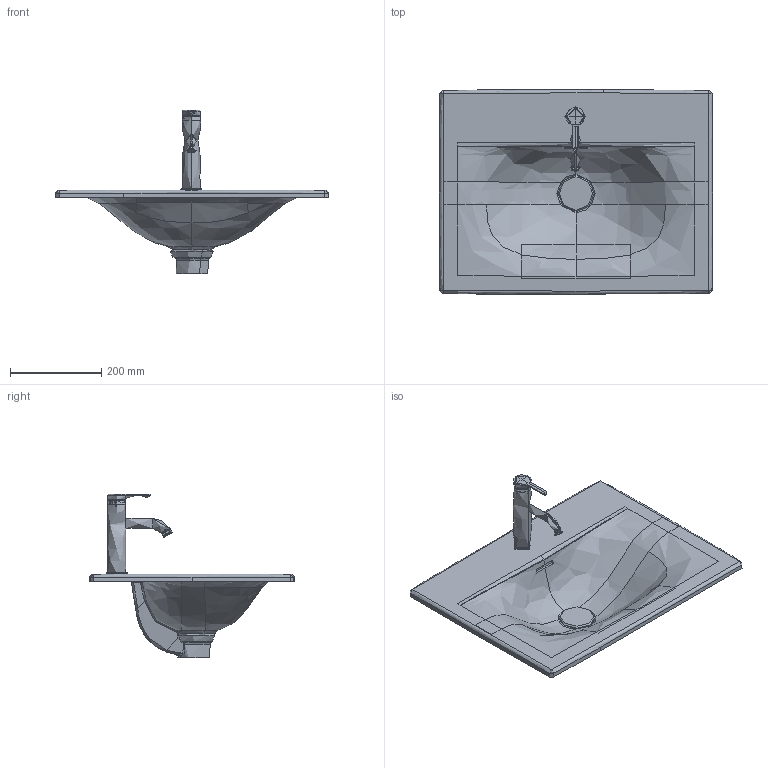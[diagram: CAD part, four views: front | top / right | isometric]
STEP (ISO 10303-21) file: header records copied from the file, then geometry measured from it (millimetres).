
FILE_DESCRIPTION(/* description */ (''),/* implementation_level */ '2;1');
FILE_NAME(/* name */ '038560_neu2',/* time_stamp */ '2019-03-12T10:22:59+01:00',/* author */ (''),/* organization */ (''),/* preprocessor_version */ 'ST-DEVELOPER v15',/* originating_system */ '',/* authorisation */ '');
FILE_SCHEMA (('AUTOMOTIVE_DESIGN'));
Length unit declared in the file: millimetre
Products named in the file (1): Document
Bounding box: 599.99 x 449.02 x 358.97 mm (x, y, z)
Volume: 41731.7 mm3; surface area: 749285.7 mm2
Topology: 5 solids, 12 shells, 714 faces, 1752 edges, 1026 vertices
Faces by surface type: bspline 714
Entity records: 79138 total; most frequent: CARTESIAN_POINT 58244, B_SPLINE_CURVE_WITH_KNOTS 3878, ORIENTED_EDGE 3344, PCURVE 3344, DEFINITIONAL_REPRESENTATION 3344, SURFACE_CURVE 1705, EDGE_CURVE 1705, VERTEX_POINT 1026
